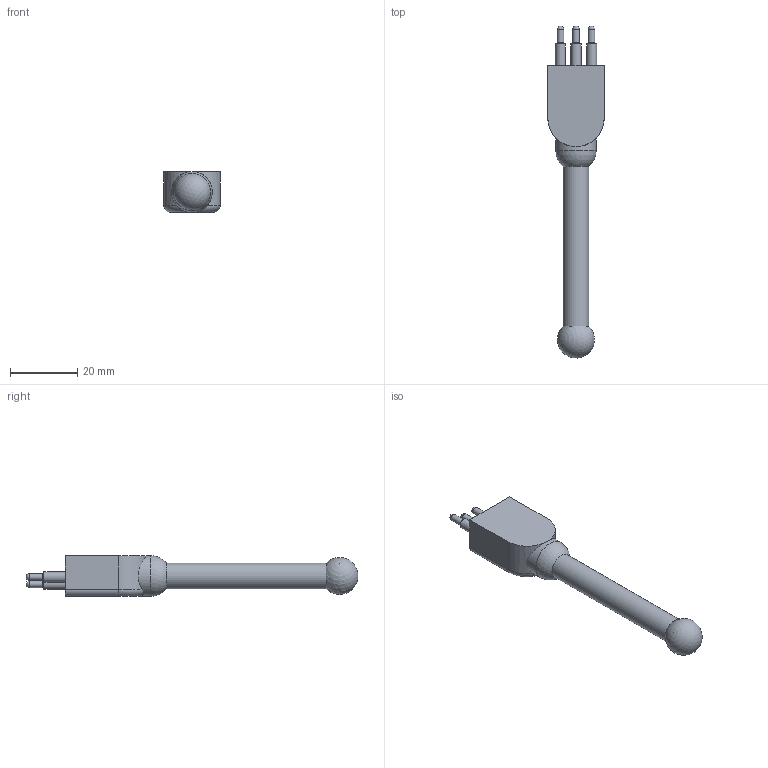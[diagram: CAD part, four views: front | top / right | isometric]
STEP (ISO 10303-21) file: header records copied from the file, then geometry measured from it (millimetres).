
FILE_DESCRIPTION(/* description */ ('STEP AP214'),/* implementation_level */ '2;1');
FILE_NAME(/* name */ 'MCLPDC3M.stp',/* time_stamp */ '2021-02-12T08:56:10+01:00',/* author */ ('sh'),/* organization */ (''),/* preprocessor_version */ 'ST-DEVELOPER v17.2',/* originating_system */ 'Autodesk Inventor 2019',/* authorisation */ '');
FILE_SCHEMA (('AUTOMOTIVE_DESIGN { 1 0 10303 214 3 1 1 }'));
Length unit declared in the file: inch
Products named in the file (1): 01105930
Bounding box: 16.76 x 98.64 x 12.06 mm (x, y, z)
Volume: 8331.5 mm3; surface area: 4032.4 mm2
Topology: 5 solids, 5 shells, 84 faces, 219 edges, 149 vertices
Faces by surface type: plane 33, bspline 23, cylinder 18, cone 6, sphere 2, torus 2
Full cylindrical faces by diameter (mm): 1.321 x3, 1.986 x3, 2.007 x3, 2.997 x3, 7.62 x1, 12.065 x1
Entity records: 3798 total; most frequent: CARTESIAN_POINT 1762, ORIENTED_EDGE 426, DIRECTION 365, EDGE_CURVE 213, VERTEX_POINT 149, AXIS2_PLACEMENT_3D 134, LINE 97, VECTOR 97
